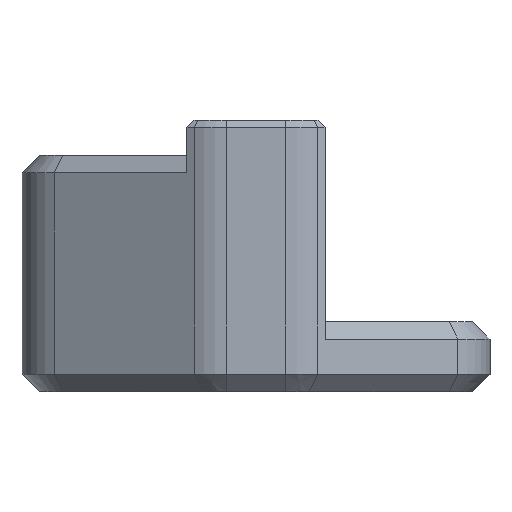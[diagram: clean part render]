
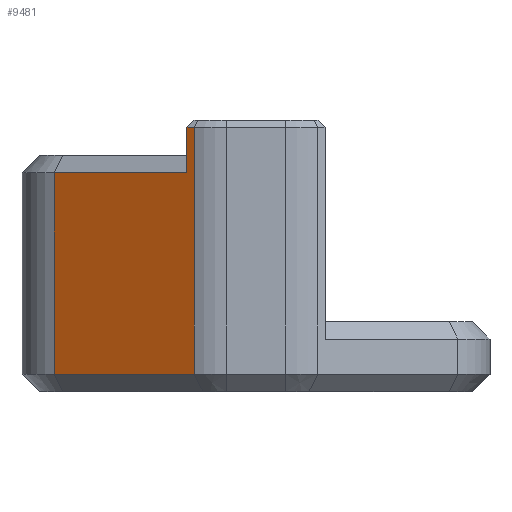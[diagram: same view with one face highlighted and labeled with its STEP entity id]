
A CAD part, left-side view. The second image highlights one B-rep face of the part: STEP entity #9481.
In plain terms, the highlighted planar face has unit normal (-0.866, 0.5, 0).
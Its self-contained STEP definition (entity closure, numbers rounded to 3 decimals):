
#70 = CARTESIAN_POINT ( 'NONE',  ( -12.175, 8.625, 0.75 ) ) ;
#78 = VERTEX_POINT ( 'NONE', #639 ) ;
#639 = CARTESIAN_POINT ( 'NONE',  ( -15.632, 2.638, 11.3 ) ) ;
#736 = EDGE_CURVE ( 'NONE', #2272, #4667, #9984, .T. ) ;
#857 = DIRECTION ( 'NONE',  ( 0.5, 0.866, 0. ) ) ;
#991 = CARTESIAN_POINT ( 'NONE',  ( -15.452, 2.95, 11.3 ) ) ;
#1003 = LINE ( 'NONE', #5779, #5912 ) ;
#1046 = CARTESIAN_POINT ( 'NONE',  ( -15.632, 2.638, 0.75 ) ) ;
#1266 = LINE ( 'NONE', #1046, #2347 ) ;
#1290 = ORIENTED_EDGE ( 'NONE', *, *, #5008, .T. ) ;
#1378 = CARTESIAN_POINT ( 'NONE',  ( -13.903, 5.632, 9.35 ) ) ;
#1517 = CARTESIAN_POINT ( 'NONE',  ( -12.175, 8.625, 5.05 ) ) ;
#1674 = DIRECTION ( 'NONE',  ( 0., 0., 1. ) ) ;
#1818 = EDGE_CURVE ( 'NONE', #8558, #78, #1003, .T. ) ;
#2272 = VERTEX_POINT ( 'NONE', #991 ) ;
#2347 = VECTOR ( 'NONE', #10016, 1000. ) ;
#2509 = VECTOR ( 'NONE', #4709, 1000. ) ;
#2636 = CARTESIAN_POINT ( 'NONE',  ( -15.452, 2.95, 6.025 ) ) ;
#3134 = PLANE ( 'NONE',  #10412 ) ;
#3220 = VECTOR ( 'NONE', #857, 1000. ) ;
#3313 = VECTOR ( 'NONE', #9183, 1000. ) ;
#4144 = ORIENTED_EDGE ( 'NONE', *, *, #8636, .F. ) ;
#4667 = VERTEX_POINT ( 'NONE', #7585 ) ;
#4709 = DIRECTION ( 'NONE',  ( 0.5, 0.866, 0. ) ) ;
#4943 = LINE ( 'NONE', #8215, #3220 ) ;
#5008 = EDGE_CURVE ( 'NONE', #4667, #5885, #7984, .T. ) ;
#5077 = CARTESIAN_POINT ( 'NONE',  ( -12.175, 8.625, 9.35 ) ) ;
#5392 = CARTESIAN_POINT ( 'NONE',  ( -12.17, 8.634, 0.74 ) ) ;
#5779 = CARTESIAN_POINT ( 'NONE',  ( -15.632, 2.638, 6.025 ) ) ;
#5885 = VERTEX_POINT ( 'NONE', #5077 ) ;
#5909 = EDGE_CURVE ( 'NONE', #8558, #9140, #1266, .T. ) ;
#5912 = VECTOR ( 'NONE', #9276, 1000. ) ;
#6399 = DIRECTION ( 'NONE',  ( -0.5, -0.866, 0. ) ) ;
#6480 = ORIENTED_EDGE ( 'NONE', *, *, #9674, .T. ) ;
#6885 = ORIENTED_EDGE ( 'NONE', *, *, #736, .T. ) ;
#7106 = FACE_OUTER_BOUND ( 'NONE', #9121, .T. ) ;
#7585 = CARTESIAN_POINT ( 'NONE',  ( -15.452, 2.95, 9.35 ) ) ;
#7984 = LINE ( 'NONE', #1378, #2509 ) ;
#8005 = ORIENTED_EDGE ( 'NONE', *, *, #1818, .T. ) ;
#8116 = LINE ( 'NONE', #1517, #9506 ) ;
#8215 = CARTESIAN_POINT ( 'NONE',  ( -13.903, 5.632, 11.3 ) ) ;
#8558 = VERTEX_POINT ( 'NONE', #9160 ) ;
#8636 = EDGE_CURVE ( 'NONE', #9140, #5885, #8116, .T. ) ;
#8766 = ORIENTED_EDGE ( 'NONE', *, *, #5909, .F. ) ;
#9121 = EDGE_LOOP ( 'NONE', ( #8766, #8005, #6480, #6885, #1290, #4144 ) ) ;
#9140 = VERTEX_POINT ( 'NONE', #70 ) ;
#9160 = CARTESIAN_POINT ( 'NONE',  ( -15.632, 2.638, 0.75 ) ) ;
#9183 = DIRECTION ( 'NONE',  ( 0., 0., -1. ) ) ;
#9276 = DIRECTION ( 'NONE',  ( 0., 0., 1. ) ) ;
#9471 = DIRECTION ( 'NONE',  ( -0.866, 0.5, 0. ) ) ;
#9481 = ADVANCED_FACE ( 'NONE', ( #7106 ), #3134, .T. ) ;
#9506 = VECTOR ( 'NONE', #1674, 1000. ) ;
#9674 = EDGE_CURVE ( 'NONE', #78, #2272, #4943, .T. ) ;
#9984 = LINE ( 'NONE', #2636, #3313 ) ;
#10016 = DIRECTION ( 'NONE',  ( 0.5, 0.866, 0. ) ) ;
#10412 = AXIS2_PLACEMENT_3D ( 'NONE', #5392, #9471, #6399 ) ;
